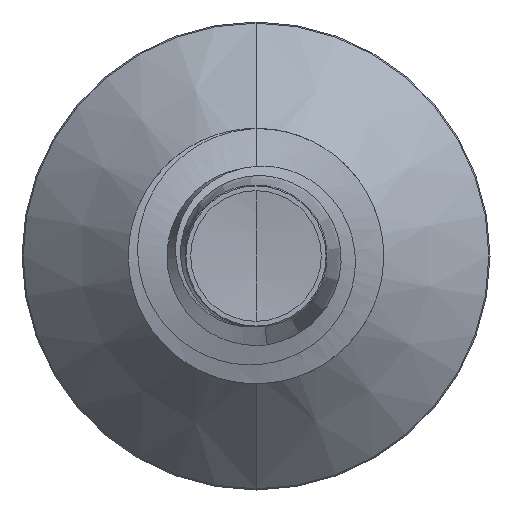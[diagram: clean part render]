
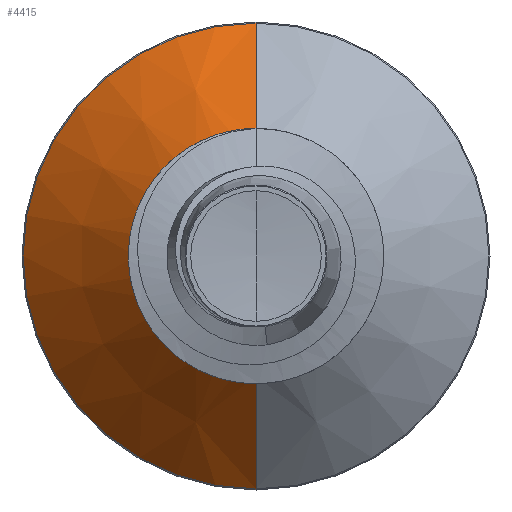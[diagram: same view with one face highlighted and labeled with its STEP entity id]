
A CAD part, front view. The second image highlights one B-rep face of the part: STEP entity #4415.
In plain terms, the highlighted conical face has half-angle 45 degrees and reference radius 1.414 mm.
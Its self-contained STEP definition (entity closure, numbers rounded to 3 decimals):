
#448 = AXIS2_PLACEMENT_3D ( 'NONE', #2553, #2713, #2568 ) ;
#515 = AXIS2_PLACEMENT_3D ( 'NONE', #1792, #1788, #1778 ) ;
#742 = CONICAL_SURFACE ( 'NONE', #448, 1.414, 0.785 ) ;
#1398 = VERTEX_POINT ( 'NONE', #9899 ) ;
#1778 = DIRECTION ( 'NONE',  ( 0., 0., 1. ) ) ;
#1788 = DIRECTION ( 'NONE',  ( 0., 1., 0. ) ) ;
#1792 = CARTESIAN_POINT ( 'NONE',  ( 0., 3.114, 0. ) ) ;
#2092 = ORIENTED_EDGE ( 'NONE', *, *, #8862, .T. ) ;
#2553 = CARTESIAN_POINT ( 'NONE',  ( 0., 3.114, 0. ) ) ;
#2568 = DIRECTION ( 'NONE',  ( 0., 0., 1. ) ) ;
#2659 = VERTEX_POINT ( 'NONE', #4172 ) ;
#2713 = DIRECTION ( 'NONE',  ( 0., 1., 0. ) ) ;
#3409 = LINE ( 'NONE', #4671, #7077 ) ;
#4144 = DIRECTION ( 'NONE',  ( 0., 0., 1. ) ) ;
#4156 = DIRECTION ( 'NONE',  ( 0., 1., 0. ) ) ;
#4166 = CARTESIAN_POINT ( 'NONE',  ( 0., 4.437, 0. ) ) ;
#4172 = CARTESIAN_POINT ( 'NONE',  ( 0., 3.114, 1.414 ) ) ;
#4415 = ADVANCED_FACE ( 'NONE', ( #9119 ), #742, .T. ) ;
#4506 = ORIENTED_EDGE ( 'NONE', *, *, #8409, .T. ) ;
#4654 = DIRECTION ( 'NONE',  ( 0., 0.707, 0.707 ) ) ;
#4671 = CARTESIAN_POINT ( 'NONE',  ( 0., 3.114, 1.414 ) ) ;
#5912 = DIRECTION ( 'NONE',  ( 0., 0.707, -0.707 ) ) ;
#5929 = CARTESIAN_POINT ( 'NONE',  ( 0., 3.114, -1.414 ) ) ;
#5954 = VERTEX_POINT ( 'NONE', #9285 ) ;
#6535 = EDGE_LOOP ( 'NONE', ( #9812, #2092, #4506, #6680 ) ) ;
#6596 = CIRCLE ( 'NONE', #6791, 2.737 ) ;
#6656 = VERTEX_POINT ( 'NONE', #7443 ) ;
#6680 = ORIENTED_EDGE ( 'NONE', *, *, #8487, .F. ) ;
#6791 = AXIS2_PLACEMENT_3D ( 'NONE', #4166, #4156, #4144 ) ;
#7077 = VECTOR ( 'NONE', #4654, 1000. ) ;
#7443 = CARTESIAN_POINT ( 'NONE',  ( 0., 4.437, 2.737 ) ) ;
#7740 = CIRCLE ( 'NONE', #515, 1.414 ) ;
#7829 = VECTOR ( 'NONE', #5912, 1000. ) ;
#7991 = LINE ( 'NONE', #5929, #7829 ) ;
#8313 = EDGE_CURVE ( 'NONE', #1398, #5954, #7991, .T. ) ;
#8409 = EDGE_CURVE ( 'NONE', #2659, #6656, #3409, .T. ) ;
#8487 = EDGE_CURVE ( 'NONE', #5954, #6656, #6596, .T. ) ;
#8862 = EDGE_CURVE ( 'NONE', #1398, #2659, #7740, .T. ) ;
#9119 = FACE_OUTER_BOUND ( 'NONE', #6535, .T. ) ;
#9285 = CARTESIAN_POINT ( 'NONE',  ( 0., 4.437, -2.737 ) ) ;
#9812 = ORIENTED_EDGE ( 'NONE', *, *, #8313, .F. ) ;
#9899 = CARTESIAN_POINT ( 'NONE',  ( 0., 3.114, -1.414 ) ) ;
